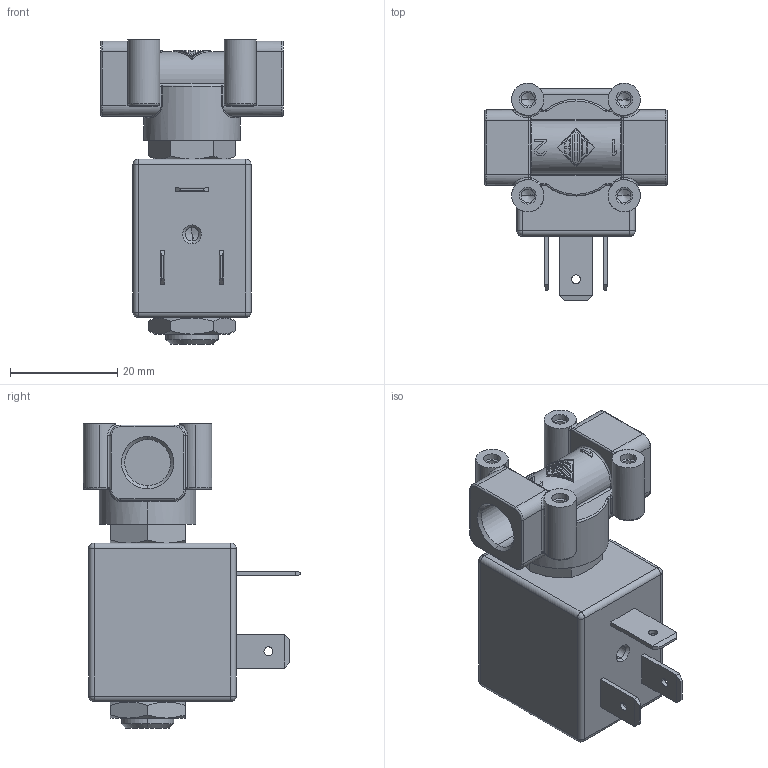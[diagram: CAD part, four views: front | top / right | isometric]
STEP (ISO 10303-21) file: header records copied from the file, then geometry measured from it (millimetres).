
FILE_DESCRIPTION((''),'2;1');
FILE_NAME('21JP1R1V23_T0_LBA_INGOMBRO_ASM','2014-10-13T',('fmoretti'),('O.D.E.'),'PRO/ENGINEER BY PARAMETRIC TECHNOLOGY CORPORATION, 2012420','PRO/ENGINEER BY PARAMETRIC TECHNOLOGY CORPORATION, 2012420','');
FILE_SCHEMA(('CONFIG_CONTROL_DESIGN','SHAPE_APPEARANCE_LAYERS_GROUPS'));
Length unit declared in the file: millimetre
Products named in the file (1): 21JP1R1V23_T0_LBA_INGOMBRO_ASM
Bounding box: 34 x 40.48 x 56.65 mm (x, y, z)
Volume: 22075.2 mm3; surface area: 13238.4 mm2
Topology: 1 solids, 7 shells, 463 faces, 1089 edges, 655 vertices
Faces by surface type: plane 197, cylinder 138, cone 48, bspline 32, torus 32, sphere 16
Entity records: 17688 total; most frequent: CARTESIAN_POINT 4239, ORIENTED_EDGE 2158, DIRECTION 2126, EDGE_CURVE 1079, AXIS2_PLACEMENT_3D 830, VERTEX_POINT 655, EDGE_LOOP 498, VECTOR 466
